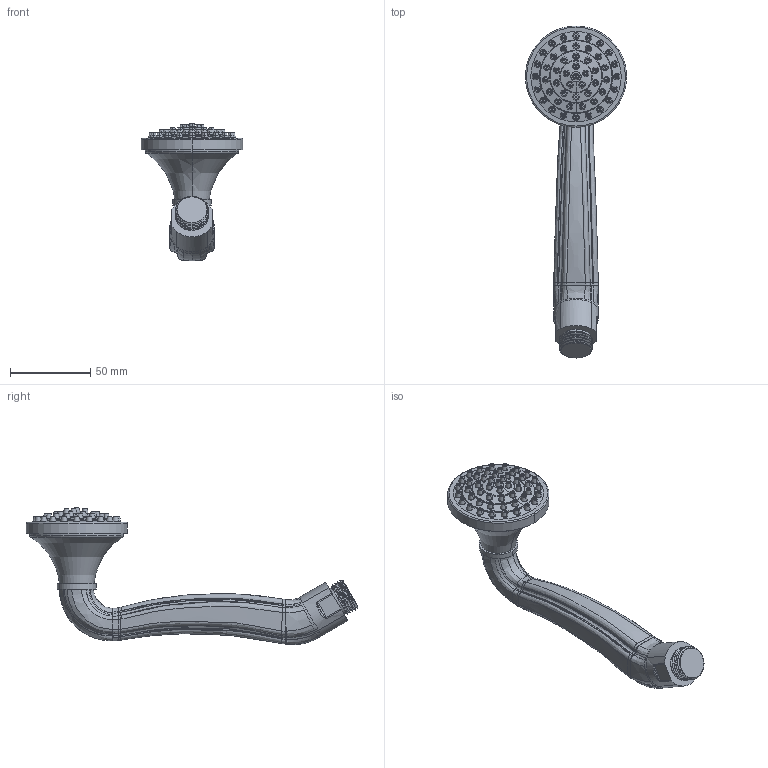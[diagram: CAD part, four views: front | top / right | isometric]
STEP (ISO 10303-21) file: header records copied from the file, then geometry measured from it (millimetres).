
FILE_DESCRIPTION((''),'2;1');
FILE_NAME('80752','2020-12-11T10:27:45',('jinson.thomas'),(''),'CREO PARAMETRIC BY PTC INC, 2018400','CREO PARAMETRIC BY PTC INC, 2018400','');
FILE_SCHEMA(('CONFIG_CONTROL_DESIGN'));
Length unit declared in the file: inch
Products named in the file (1): 80752
Bounding box: 63.25 x 207.19 x 85.77 mm (x, y, z)
Volume: 153124.2 mm3; surface area: 29149.6 mm2
Topology: 1 solids, 1 shells, 959 faces, 2124 edges, 1318 vertices
Faces by surface type: bspline 330, cylinder 280, cone 165, plane 164, torus 20
Entity records: 39984 total; most frequent: CARTESIAN_POINT 20991, ORIENTED_EDGE 4244, DIRECTION 3206, EDGE_CURVE 2122, AXIS2_PLACEMENT_3D 1405, VERTEX_POINT 1318, EDGE_LOOP 1112, FACE_OUTER_BOUND 959
